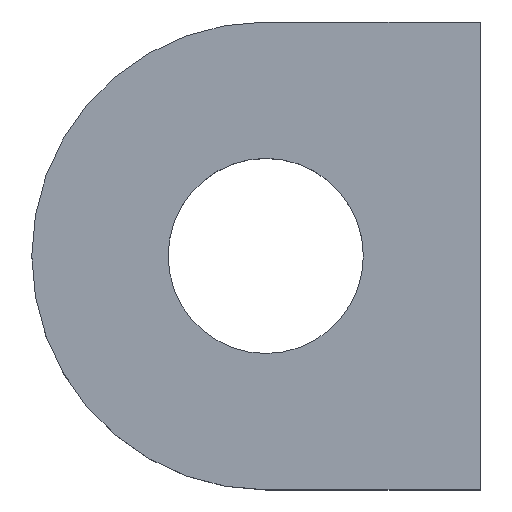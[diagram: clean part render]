
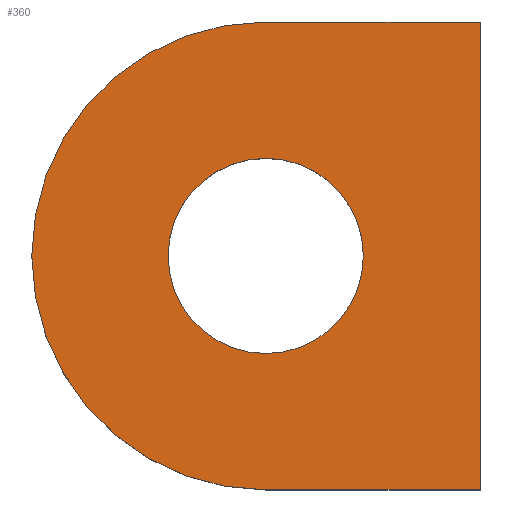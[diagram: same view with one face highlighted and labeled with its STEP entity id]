
A CAD part, top view. The second image highlights one B-rep face of the part: STEP entity #360.
In plain terms, the highlighted planar face has unit normal (0, 0, 1).
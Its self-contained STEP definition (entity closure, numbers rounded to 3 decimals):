
#5 = AXIS2_PLACEMENT_3D ( 'NONE', #45, #158, #325 ) ;
#8 = CARTESIAN_POINT ( 'NONE',  ( 0., -12.01, 2. ) ) ;
#18 = EDGE_CURVE ( 'NONE', #208, #82, #20, .T. ) ;
#19 = DIRECTION ( 'NONE',  ( 1., 0., 0. ) ) ;
#20 = LINE ( 'NONE', #100, #120 ) ;
#32 = DIRECTION ( 'NONE',  ( 1., 0., 0. ) ) ;
#34 = EDGE_CURVE ( 'NONE', #82, #298, #379, .T. ) ;
#38 = LINE ( 'NONE', #161, #289 ) ;
#45 = CARTESIAN_POINT ( 'NONE',  ( 0., 0., 2. ) ) ;
#61 = CARTESIAN_POINT ( 'NONE',  ( 11.01, 12.01, 2. ) ) ;
#68 = VECTOR ( 'NONE', #230, 1000. ) ;
#81 = CIRCLE ( 'NONE', #335, 12.01 ) ;
#82 = VERTEX_POINT ( 'NONE', #244 ) ;
#84 = PLANE ( 'NONE',  #5 ) ;
#99 = CARTESIAN_POINT ( 'NONE',  ( 0., 0., 2. ) ) ;
#100 = CARTESIAN_POINT ( 'NONE',  ( 11.01, -12.01, 2. ) ) ;
#105 = AXIS2_PLACEMENT_3D ( 'NONE', #99, #372, #19 ) ;
#108 = EDGE_CURVE ( 'NONE', #162, #358, #464, .T. ) ;
#120 = VECTOR ( 'NONE', #410, 1000. ) ;
#121 = EDGE_LOOP ( 'NONE', ( #172, #269 ) ) ;
#152 = EDGE_CURVE ( 'NONE', #298, #329, #81, .T. ) ;
#155 = CARTESIAN_POINT ( 'NONE',  ( 5.01, 0., 2. ) ) ;
#158 = DIRECTION ( 'NONE',  ( 0., 0., 1. ) ) ;
#161 = CARTESIAN_POINT ( 'NONE',  ( 0., -12.01, 2. ) ) ;
#162 = VERTEX_POINT ( 'NONE', #242 ) ;
#172 = ORIENTED_EDGE ( 'NONE', *, *, #412, .F. ) ;
#175 = ORIENTED_EDGE ( 'NONE', *, *, #297, .T. ) ;
#208 = VERTEX_POINT ( 'NONE', #431 ) ;
#222 = CARTESIAN_POINT ( 'NONE',  ( 0., 12.01, 2. ) ) ;
#223 = ORIENTED_EDGE ( 'NONE', *, *, #152, .T. ) ;
#230 = DIRECTION ( 'NONE',  ( -1., 0., 0. ) ) ;
#241 = CIRCLE ( 'NONE', #105, 5.01 ) ;
#242 = CARTESIAN_POINT ( 'NONE',  ( -5.01, 0., 2. ) ) ;
#244 = CARTESIAN_POINT ( 'NONE',  ( 11.01, 12.01, 2. ) ) ;
#259 = ORIENTED_EDGE ( 'NONE', *, *, #18, .T. ) ;
#269 = ORIENTED_EDGE ( 'NONE', *, *, #108, .F. ) ;
#274 = ORIENTED_EDGE ( 'NONE', *, *, #34, .T. ) ;
#280 = CARTESIAN_POINT ( 'NONE',  ( 0., 0., 2. ) ) ;
#287 = FACE_BOUND ( 'NONE', #121, .T. ) ;
#289 = VECTOR ( 'NONE', #398, 1000. ) ;
#297 = EDGE_CURVE ( 'NONE', #329, #208, #38, .T. ) ;
#298 = VERTEX_POINT ( 'NONE', #222 ) ;
#320 = AXIS2_PLACEMENT_3D ( 'NONE', #280, #465, #461 ) ;
#325 = DIRECTION ( 'NONE',  ( 1., 0., 0. ) ) ;
#329 = VERTEX_POINT ( 'NONE', #8 ) ;
#335 = AXIS2_PLACEMENT_3D ( 'NONE', #346, #425, #32 ) ;
#341 = EDGE_LOOP ( 'NONE', ( #175, #259, #274, #223 ) ) ;
#346 = CARTESIAN_POINT ( 'NONE',  ( 0., 0., 2. ) ) ;
#358 = VERTEX_POINT ( 'NONE', #155 ) ;
#360 = ADVANCED_FACE ( 'NONE', ( #287, #401 ), #84, .T. ) ;
#372 = DIRECTION ( 'NONE',  ( 0., 0., 1. ) ) ;
#379 = LINE ( 'NONE', #61, #68 ) ;
#398 = DIRECTION ( 'NONE',  ( 1., 0., 0. ) ) ;
#401 = FACE_OUTER_BOUND ( 'NONE', #341, .T. ) ;
#410 = DIRECTION ( 'NONE',  ( 0., 1., 0. ) ) ;
#412 = EDGE_CURVE ( 'NONE', #358, #162, #241, .T. ) ;
#425 = DIRECTION ( 'NONE',  ( 0., 0., 1. ) ) ;
#431 = CARTESIAN_POINT ( 'NONE',  ( 11.01, -12.01, 2. ) ) ;
#461 = DIRECTION ( 'NONE',  ( 1., 0., 0. ) ) ;
#464 = CIRCLE ( 'NONE', #320, 5.01 ) ;
#465 = DIRECTION ( 'NONE',  ( 0., 0., 1. ) ) ;
